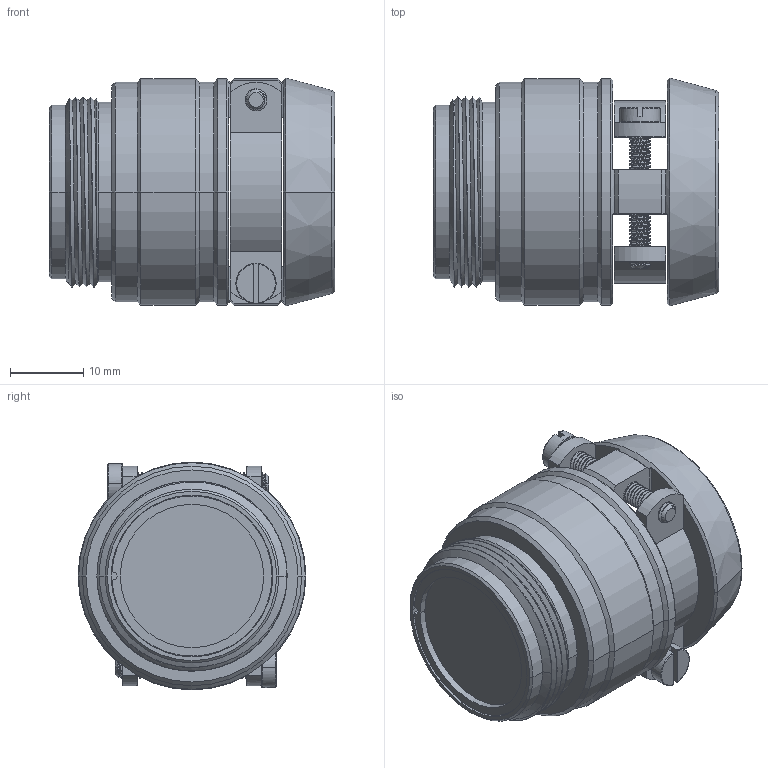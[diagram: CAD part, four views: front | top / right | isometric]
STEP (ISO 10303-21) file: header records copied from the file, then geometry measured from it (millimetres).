
FILE_DESCRIPTION((''),'2;1');
FILE_NAME('13304DS1_SW0001','2024-02-05T11:58:46',('paultorloting'),('NET AG system integration'),'CREO PARAMETRIC BY PTC INC, 2021404','CREO PARAMETRIC BY PTC INC, 2021404','');
FILE_SCHEMA(('AUTOMOTIVE_DESIGN { 1 0 10303 214 1 1 1 1 }'));
Products named in the file (1): 13304DS1_SW0001
Bounding box: 39 x 31.17 x 31.17 mm (x, y, z)
Volume: 18547.1 mm3; surface area: 7771.6 mm2
Topology: 2 solids, 2 shells, 400 faces, 1093 edges, 701 vertices
Faces by surface type: cylinder 210, bspline 86, plane 52, cone 38, torus 14
Entity records: 36266 total; most frequent: CARTESIAN_POINT 26995, ORIENTED_EDGE 2186, DIRECTION 1352, EDGE_CURVE 1093, VERTEX_POINT 701, B_SPLINE_CURVE_WITH_KNOTS 571, AXIS2_PLACEMENT_3D 502, EDGE_LOOP 412
